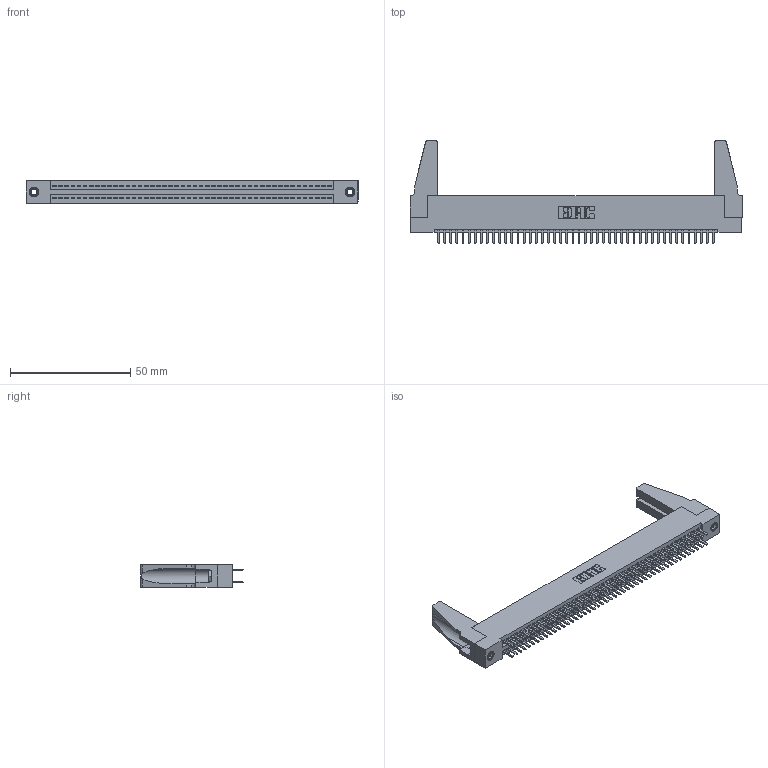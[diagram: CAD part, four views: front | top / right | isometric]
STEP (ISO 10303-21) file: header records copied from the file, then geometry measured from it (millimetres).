
FILE_DESCRIPTION (( 'STEP AP203' ), '1' );
FILE_NAME ('395-092-520-288.STEP', '2019-10-25T18:37:56', ( '' ), ( '' ), 'SwSTEP 2.0', 'SolidWorks 2016', '' );
FILE_SCHEMA (( 'CONFIG_CONTROL_DESIGN' ));
Length unit declared in the file: inch
Products named in the file (5): 345 Part_Flush Mounting Lugs - 0.156 Dia-TH; 345-292-001_345-293-120; 345-250-001_345-250-001-102; 345-220-078_345-220-088; 395-092-520-288
Assembly tree (97 placements, depth 2):
  395-092-520-288
    345 Part_Flush Mounting Lugs - 0.156 Dia-TH
    345-292-001_345-293-120  x92
    345-250-001_345-250-001-102  x2
    345-220-078_345-220-088  x2
Bounding box: 138.07 x 42.55 x 9.4 mm (x, y, z)
Volume: 16661.8 mm3; surface area: 22934.9 mm2
Topology: 97 solids, 97 shells, 5218 faces, 15099 edges, 9810 vertices
Faces by surface type: plane 3372, cylinder 1830, cone 12, torus 4
Entity records: 37816 total; most frequent: CARTESIAN_POINT 6342, ORIENTED_EDGE 6224, DIRECTION 5580, EDGE_CURVE 3112, LINE 2750, VECTOR 2750, VERTEX_POINT 2066, AXIS2_PLACEMENT_3D 1415
